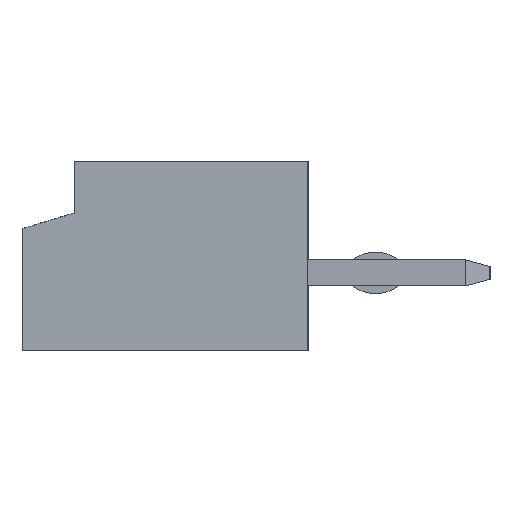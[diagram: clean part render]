
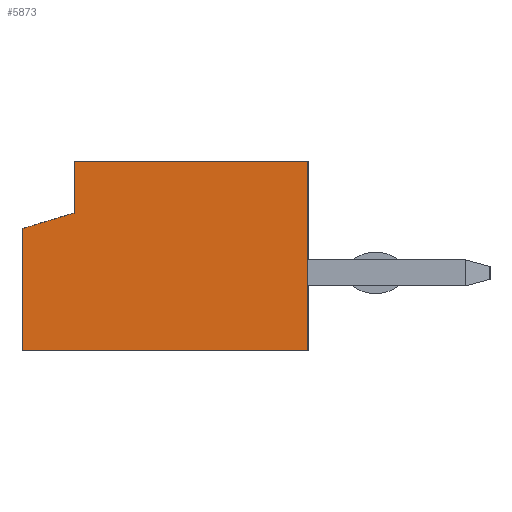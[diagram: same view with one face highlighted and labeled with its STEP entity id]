
A CAD part, left-side view. The second image highlights one B-rep face of the part: STEP entity #5873.
In plain terms, the highlighted planar face has unit normal (-1, 0, 0).
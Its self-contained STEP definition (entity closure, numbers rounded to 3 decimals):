
#49=DIRECTION('',(0.,-1.,0.));
#50=VECTOR('',#49,5.5);
#51=CARTESIAN_POINT('',(-11.,2.75,-1.825));
#52=LINE('',#51,#50);
#693=DIRECTION('',(0.,-1.,0.));
#694=VECTOR('',#693,4.5);
#695=CARTESIAN_POINT('',(-11.,1.75,1.825));
#696=LINE('',#695,#694);
#785=DIRECTION('',(0.,0.,1.));
#786=VECTOR('',#785,3.65);
#787=CARTESIAN_POINT('',(-11.,-2.75,-1.825));
#788=LINE('',#787,#786);
#1065=DIRECTION('',(0.,0.,-1.));
#1066=VECTOR('',#1065,1.);
#1067=CARTESIAN_POINT('',(-11.,1.75,1.825));
#1068=LINE('',#1067,#1066);
#1069=DIRECTION('',(0.,0.,1.));
#1070=VECTOR('',#1069,2.35);
#1071=CARTESIAN_POINT('',(-11.,2.75,-1.825));
#1072=LINE('',#1071,#1070);
#1073=DIRECTION('',(0.,0.958,-0.287));
#1074=VECTOR('',#1073,1.044);
#1075=CARTESIAN_POINT('',(-11.,1.75,0.825));
#1076=LINE('',#1075,#1074);
#3597=CARTESIAN_POINT('',(-11.,2.75,-1.825));
#3598=CARTESIAN_POINT('',(-11.,-2.75,-1.825));
#3599=VERTEX_POINT('',#3597);
#3600=VERTEX_POINT('',#3598);
#3605=CARTESIAN_POINT('',(-11.,-2.75,1.825));
#3606=VERTEX_POINT('',#3605);
#3613=CARTESIAN_POINT('',(-11.,1.75,1.825));
#3615=VERTEX_POINT('',#3613);
#3621=CARTESIAN_POINT('',(-11.,1.75,0.825));
#3622=VERTEX_POINT('',#3621);
#3623=CARTESIAN_POINT('',(-11.,2.75,0.525));
#3624=VERTEX_POINT('',#3623);
#5859=CARTESIAN_POINT('',(-11.,2.75,-1.825));
#5860=DIRECTION('',(-1.,0.,0.));
#5861=DIRECTION('',(0.,-1.,0.));
#5862=AXIS2_PLACEMENT_3D('',#5859,#5860,#5861);
#5863=PLANE('',#5862);
#5864=ORIENTED_EDGE('',*,*,#5154,.F.);
#5865=ORIENTED_EDGE('',*,*,#5261,.T.);
#5866=ORIENTED_EDGE('',*,*,#5351,.F.);
#5867=ORIENTED_EDGE('',*,*,#4734,.F.);
#5869=ORIENTED_EDGE('',*,*,#5868,.T.);
#5870=ORIENTED_EDGE('',*,*,#5122,.F.);
#5871=EDGE_LOOP('',(#5864,#5865,#5866,#5867,#5869,#5870));
#5872=FACE_OUTER_BOUND('',#5871,.F.);
#5873=ADVANCED_FACE('',(#5872),#5863,.T.);
#4734=EDGE_CURVE('',#3599,#3600,#52,.T.);
#5122=EDGE_CURVE('',#3622,#3624,#1076,.T.);
#5154=EDGE_CURVE('',#3615,#3622,#1068,.T.);
#5261=EDGE_CURVE('',#3615,#3606,#696,.T.);
#5351=EDGE_CURVE('',#3600,#3606,#788,.T.);
#5868=EDGE_CURVE('',#3599,#3624,#1072,.T.);
